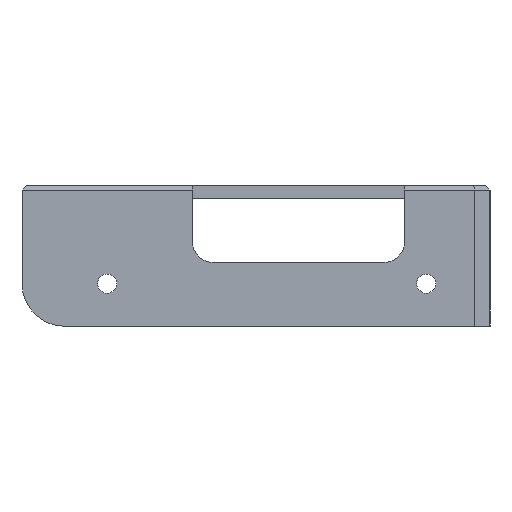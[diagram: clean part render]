
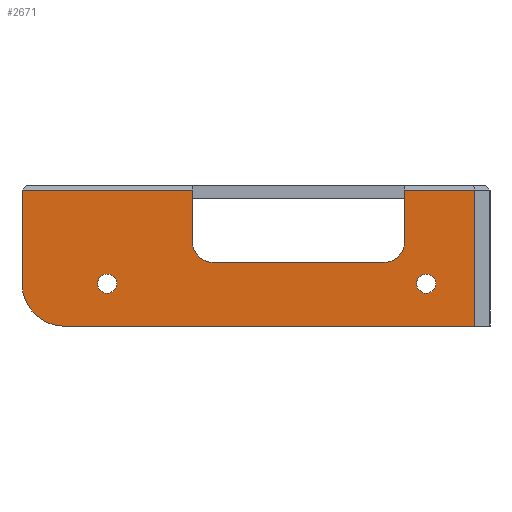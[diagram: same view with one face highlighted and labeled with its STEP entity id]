
A CAD part, left-side view. The second image highlights one B-rep face of the part: STEP entity #2671.
In plain terms, the highlighted planar face has unit normal (-1, 0, 0).
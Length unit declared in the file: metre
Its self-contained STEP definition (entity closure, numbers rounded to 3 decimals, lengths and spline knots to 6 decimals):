
#136=LINE('',#3949,#437);
#282=LINE('',#4273,#583);
#284=LINE('',#4276,#585);
#285=LINE('',#4280,#586);
#286=LINE('',#4282,#587);
#287=LINE('',#4284,#588);
#288=LINE('',#4286,#589);
#289=LINE('',#4290,#590);
#437=VECTOR('',#3124,1.);
#583=VECTOR('',#3404,1.);
#585=VECTOR('',#3408,1.);
#586=VECTOR('',#3411,1.);
#587=VECTOR('',#3412,1.);
#588=VECTOR('',#3413,1.);
#589=VECTOR('',#3414,1.);
#590=VECTOR('',#3417,1.);
#1044=ORIENTED_EDGE('',*,*,#1712,.F.);
#1045=ORIENTED_EDGE('',*,*,#1539,.T.);
#1046=ORIENTED_EDGE('',*,*,#1710,.T.);
#1047=ORIENTED_EDGE('',*,*,#1713,.T.);
#1048=ORIENTED_EDGE('',*,*,#1714,.F.);
#1049=ORIENTED_EDGE('',*,*,#1715,.T.);
#1050=ORIENTED_EDGE('',*,*,#1716,.T.);
#1051=ORIENTED_EDGE('',*,*,#1717,.F.);
#1052=ORIENTED_EDGE('',*,*,#1718,.F.);
#1053=ORIENTED_EDGE('',*,*,#1719,.F.);
#1054=ORIENTED_EDGE('',*,*,#1720,.F.);
#1055=ORIENTED_EDGE('',*,*,#1721,.F.);
#1056=ORIENTED_EDGE('',*,*,#1722,.F.);
#1539=EDGE_CURVE('',#1927,#1928,#136,.T.);
#1710=EDGE_CURVE('',#1928,#2039,#282,.T.);
#1712=EDGE_CURVE('',#1927,#2040,#284,.T.);
#1713=EDGE_CURVE('',#2039,#2041,#2132,.T.);
#1714=EDGE_CURVE('',#2042,#2041,#285,.T.);
#1715=EDGE_CURVE('',#2042,#2043,#286,.T.);
#1716=EDGE_CURVE('',#2043,#2044,#287,.T.);
#1717=EDGE_CURVE('',#2045,#2044,#288,.T.);
#1718=EDGE_CURVE('',#2046,#2045,#2133,.T.);
#1719=EDGE_CURVE('',#2047,#2046,#289,.T.);
#1720=EDGE_CURVE('',#2040,#2047,#2134,.T.);
#1721=EDGE_CURVE('',#2048,#2048,#2135,.T.);
#1722=EDGE_CURVE('',#2049,#2049,#2136,.T.);
#1927=VERTEX_POINT('',#3946);
#1928=VERTEX_POINT('',#3948);
#2039=VERTEX_POINT('',#4272);
#2040=VERTEX_POINT('',#4277);
#2041=VERTEX_POINT('',#4279);
#2042=VERTEX_POINT('',#4281);
#2043=VERTEX_POINT('',#4283);
#2044=VERTEX_POINT('',#4285);
#2045=VERTEX_POINT('',#4287);
#2046=VERTEX_POINT('',#4289);
#2047=VERTEX_POINT('',#4291);
#2048=VERTEX_POINT('',#4294);
#2049=VERTEX_POINT('',#4296);
#2132=CIRCLE('',#2868,0.01);
#2133=CIRCLE('',#2869,0.005);
#2134=CIRCLE('',#2870,0.005);
#2135=CIRCLE('',#2871,0.00225);
#2136=CIRCLE('',#2872,0.00225);
#2252=EDGE_LOOP('',(#1044,#1045,#1046,#1047,#1048,#1049,#1050,#1051,#1052,
#1053,#1054));
#2253=EDGE_LOOP('',(#1055));
#2254=EDGE_LOOP('',(#1056));
#2435=FACE_BOUND('',#2252,.T.);
#2436=FACE_BOUND('',#2253,.T.);
#2437=FACE_BOUND('',#2254,.T.);
#2575=PLANE('',#2867);
#2671=ADVANCED_FACE('',(#2435,#2436,#2437),#2575,.T.);
#2867=AXIS2_PLACEMENT_3D('',#4275,#3406,#3407);
#2868=AXIS2_PLACEMENT_3D('',#4278,#3409,#3410);
#2869=AXIS2_PLACEMENT_3D('',#4288,#3415,#3416);
#2870=AXIS2_PLACEMENT_3D('',#4292,#3418,#3419);
#2871=AXIS2_PLACEMENT_3D('',#4293,#3420,#3421);
#2872=AXIS2_PLACEMENT_3D('',#4295,#3422,#3423);
#3124=DIRECTION('',(0.,1.,0.));
#3404=DIRECTION('',(0.,0.,-1.));
#3406=DIRECTION('',(-1.,0.,0.));
#3407=DIRECTION('',(0.,0.,1.));
#3408=DIRECTION('',(0.,0.,-1.));
#3409=DIRECTION('',(-1.,0.,0.));
#3410=DIRECTION('',(0.,0.,1.));
#3411=DIRECTION('',(0.,1.,0.));
#3412=DIRECTION('',(0.,0.,1.));
#3413=DIRECTION('',(0.,1.,0.));
#3414=DIRECTION('',(0.,0.,1.));
#3415=DIRECTION('',(-1.,0.,0.));
#3416=DIRECTION('',(0.,0.,1.));
#3417=DIRECTION('',(0.,-1.,0.));
#3418=DIRECTION('',(-1.,0.,0.));
#3419=DIRECTION('',(0.,0.,1.));
#3420=DIRECTION('',(-1.,0.,0.));
#3421=DIRECTION('',(0.,0.,1.));
#3422=DIRECTION('',(-1.,0.,0.));
#3423=DIRECTION('',(0.,0.,1.));
#3946=CARTESIAN_POINT('',(-0.1275,0.0075,0.002));
#3948=CARTESIAN_POINT('',(-0.1275,0.0475,0.002));
#3949=CARTESIAN_POINT('',(-0.1275,-0.0075,0.002));
#4272=CARTESIAN_POINT('',(-0.1275,0.0475,-0.02));
#4273=CARTESIAN_POINT('',(-0.1275,0.0475,0.003));
#4275=CARTESIAN_POINT('',(-0.1275,-0.0075,0.003));
#4276=CARTESIAN_POINT('',(-0.1275,0.0075,-0.0035));
#4277=CARTESIAN_POINT('',(-0.1275,0.0075,-0.01));
#4278=CARTESIAN_POINT('',(-0.1275,0.0375,-0.02));
#4279=CARTESIAN_POINT('',(-0.1275,0.0375,-0.03));
#4280=CARTESIAN_POINT('',(-0.1275,-0.0075,-0.03));
#4281=CARTESIAN_POINT('',(-0.1275,-0.058964,-0.03));
#4282=CARTESIAN_POINT('',(-0.1275,-0.058964,0.003));
#4283=CARTESIAN_POINT('',(-0.1275,-0.058964,0.002));
#4284=CARTESIAN_POINT('',(-0.1275,-0.0075,0.002));
#4285=CARTESIAN_POINT('',(-0.1275,-0.0425,0.002));
#4286=CARTESIAN_POINT('',(-0.1275,-0.0425,-0.0035));
#4287=CARTESIAN_POINT('',(-0.1275,-0.0425,-0.01));
#4288=CARTESIAN_POINT('',(-0.1275,-0.0375,-0.01));
#4289=CARTESIAN_POINT('',(-0.1275,-0.0375,-0.015));
#4290=CARTESIAN_POINT('',(-0.1275,-0.0175,-0.015));
#4291=CARTESIAN_POINT('',(-0.1275,0.0025,-0.015));
#4292=CARTESIAN_POINT('',(-0.1275,0.0025,-0.01));
#4293=CARTESIAN_POINT('',(-0.1275,0.0275,-0.02));
#4294=CARTESIAN_POINT('',(-0.1275,0.0275,-0.01775));
#4295=CARTESIAN_POINT('',(-0.1275,-0.0475,-0.02));
#4296=CARTESIAN_POINT('',(-0.1275,-0.0475,-0.01775));
